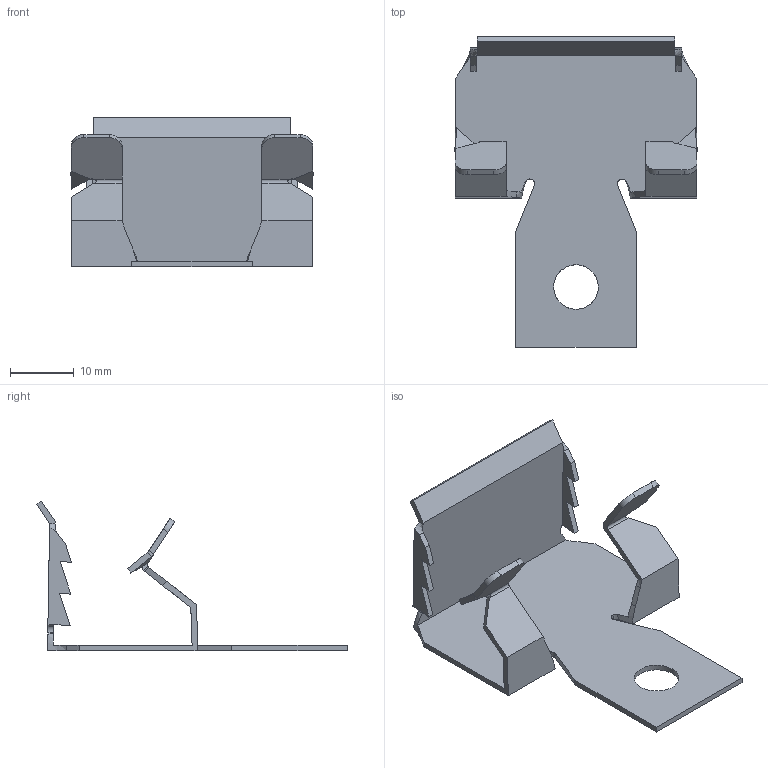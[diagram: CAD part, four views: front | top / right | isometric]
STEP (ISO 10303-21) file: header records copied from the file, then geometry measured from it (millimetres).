
FILE_DESCRIPTION (( 'STEP AP214' ), '1' );
FILE_NAME ('1483607.STEP', '2020-01-22T08:16:22', ( '' ), ( '' ), 'SwSTEP 2.0', 'SolidWorks 2018', '' );
FILE_SCHEMA (( 'AUTOMOTIVE_DESIGN' ));
Length unit declared in the file: millimetre
Products named in the file (1): 1483607
Bounding box: 38.12 x 48.87 x 23.57 mm (x, y, z)
Volume: 2217.5 mm3; surface area: 5269.9 mm2
Topology: 1 solids, 1 shells, 107 faces, 303 edges, 198 vertices
Faces by surface type: plane 66, bspline 24, cylinder 17
Entity records: 4694 total; most frequent: CARTESIAN_POINT 2152, ORIENTED_EDGE 606, DIRECTION 375, EDGE_CURVE 303, LINE 201, VECTOR 201, VERTEX_POINT 198, EDGE_LOOP 109
